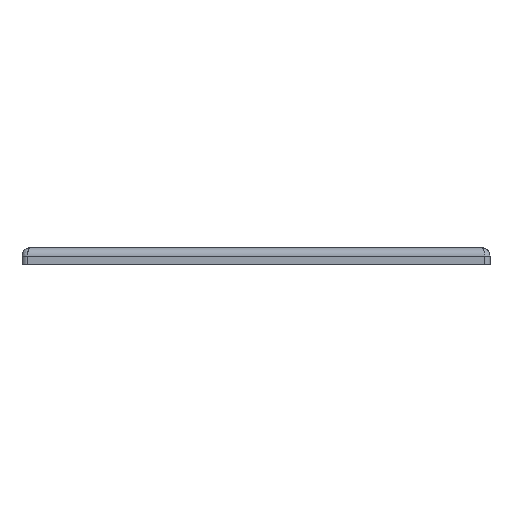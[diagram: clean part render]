
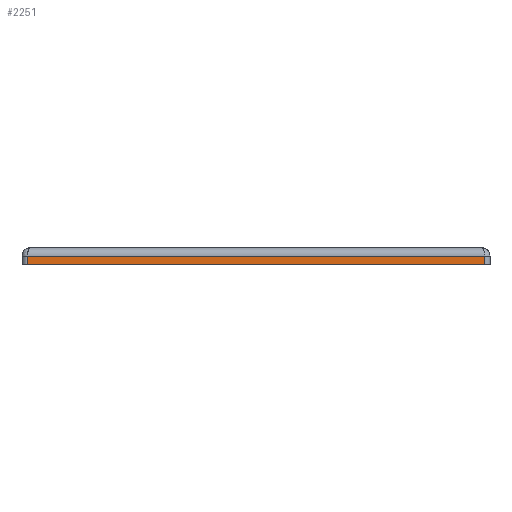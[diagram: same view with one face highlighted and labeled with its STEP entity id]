
A CAD part, left-side view. The second image highlights one B-rep face of the part: STEP entity #2251.
In plain terms, the highlighted planar face has unit normal (-1, 0, 0).
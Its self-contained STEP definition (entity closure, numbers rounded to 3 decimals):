
#59=PLANE('',#2414);
#142=FACE_OUTER_BOUND('',#263,.T.);
#263=EDGE_LOOP('',(#1602,#1603,#1604,#1605));
#408=LINE('',#3525,#630);
#421=LINE('',#3551,#643);
#422=LINE('',#3555,#644);
#423=LINE('',#3556,#645);
#630=VECTOR('',#2708,10.);
#643=VECTOR('',#2737,10.);
#644=VECTOR('',#2742,10.);
#645=VECTOR('',#2743,10.);
#972=VERTEX_POINT('',#3481);
#973=VERTEX_POINT('',#3514);
#980=VERTEX_POINT('',#3550);
#981=VERTEX_POINT('',#3554);
#1210=EDGE_CURVE('',#973,#972,#408,.T.);
#1224=EDGE_CURVE('',#972,#980,#421,.T.);
#1226=EDGE_CURVE('',#981,#973,#422,.T.);
#1227=EDGE_CURVE('',#980,#981,#423,.T.);
#1602=ORIENTED_EDGE('',*,*,#1210,.F.);
#1603=ORIENTED_EDGE('',*,*,#1226,.F.);
#1604=ORIENTED_EDGE('',*,*,#1227,.F.);
#1605=ORIENTED_EDGE('',*,*,#1224,.F.);
#2251=ADVANCED_FACE('',(#142),#59,.T.);
#2414=AXIS2_PLACEMENT_3D('',#3553,#2740,#2741);
#2708=DIRECTION('',(0.,-1.,0.));
#2737=DIRECTION('',(0.,0.,-1.));
#2740=DIRECTION('center_axis',(-1.,0.,0.));
#2741=DIRECTION('ref_axis',(0.,-1.,0.));
#2742=DIRECTION('',(0.,0.,1.));
#2743=DIRECTION('',(0.,1.,0.));
#3481=CARTESIAN_POINT('',(0.,-85.,13.));
#3514=CARTESIAN_POINT('',(0.,-1.,13.));
#3525=CARTESIAN_POINT('',(0.,-21.5,13.));
#3550=CARTESIAN_POINT('',(0.,-85.,11.5));
#3551=CARTESIAN_POINT('',(0.,-85.,13.));
#3553=CARTESIAN_POINT('Origin',(0.,0.,13.));
#3554=CARTESIAN_POINT('',(0.,-1.,11.5));
#3555=CARTESIAN_POINT('',(0.,-1.,13.));
#3556=CARTESIAN_POINT('',(0.,-86.,11.5));
